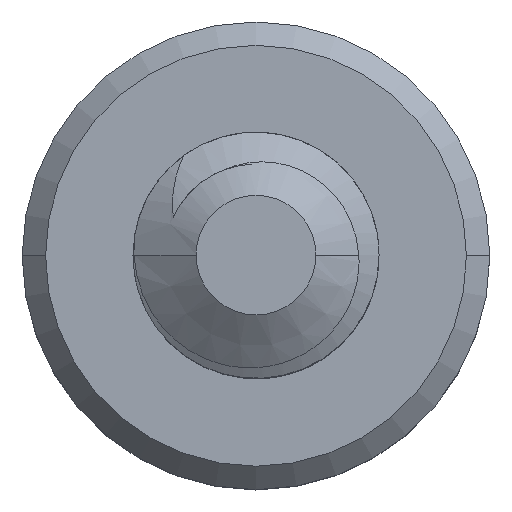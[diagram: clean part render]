
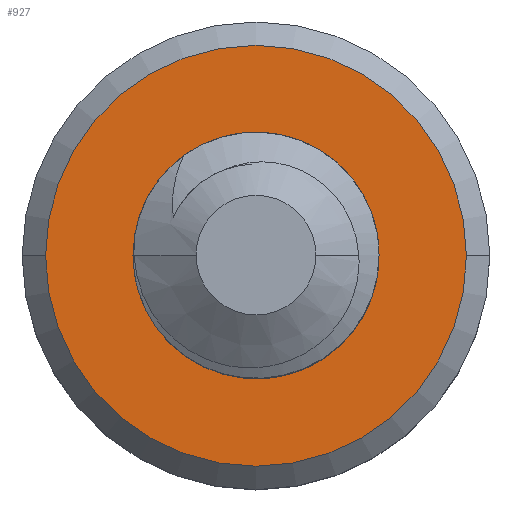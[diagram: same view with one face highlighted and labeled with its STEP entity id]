
A CAD part, top view. The second image highlights one B-rep face of the part: STEP entity #927.
In plain terms, the highlighted planar face has unit normal (0, 0, 1).
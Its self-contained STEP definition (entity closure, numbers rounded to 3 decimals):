
#20=FACE_BOUND('',#233,.T.);
#23=PLANE('',#1016);
#126=B_SPLINE_CURVE_WITH_KNOTS('',3,(#2152,#2153,#2154,#2155,#2156,#2157,
#2158,#2159,#2160,#2161),.UNSPECIFIED.,.F.,.F.,(4,2,2,2,4),(0.,
0.001,0.001,0.002,0.002),
 .UNSPECIFIED.);
#128=B_SPLINE_CURVE_WITH_KNOTS('',3,(#2431,#2432,#2433,#2434,#2435,#2436,
#2437,#2438,#2439,#2440,#2441,#2442),.UNSPECIFIED.,.F.,.F.,(4,2,2,2,2,4),
(0.,0.,0.001,0.001,
0.002,0.002),.UNSPECIFIED.);
#175=FACE_OUTER_BOUND('',#232,.T.);
#232=EDGE_LOOP('',(#816,#817));
#233=EDGE_LOOP('',(#818,#819,#820,#821));
#345=CIRCLE('',#959,1.71);
#353=CIRCLE('',#992,1.);
#354=CIRCLE('',#1001,0.74);
#365=CIRCLE('',#1017,1.71);
#366=VERTEX_POINT('',#1241);
#367=VERTEX_POINT('',#1242);
#437=VERTEX_POINT('',#1762);
#438=VERTEX_POINT('',#1768);
#441=VERTEX_POINT('',#2151);
#442=VERTEX_POINT('',#2425);
#454=EDGE_CURVE('',#366,#367,#345,.T.);
#543=EDGE_CURVE('',#438,#437,#353,.T.);
#559=EDGE_CURVE('',#441,#437,#126,.T.);
#563=EDGE_CURVE('',#438,#442,#128,.T.);
#564=EDGE_CURVE('',#442,#441,#354,.T.);
#575=EDGE_CURVE('',#367,#366,#365,.T.);
#816=ORIENTED_EDGE('',*,*,#575,.T.);
#817=ORIENTED_EDGE('',*,*,#454,.T.);
#818=ORIENTED_EDGE('',*,*,#543,.F.);
#819=ORIENTED_EDGE('',*,*,#563,.T.);
#820=ORIENTED_EDGE('',*,*,#564,.T.);
#821=ORIENTED_EDGE('',*,*,#559,.T.);
#927=ADVANCED_FACE('',(#175,#20),#23,.F.);
#959=AXIS2_PLACEMENT_3D('',#1243,#1040,#1041);
#992=AXIS2_PLACEMENT_3D('',#1774,#1141,#1142);
#1001=AXIS2_PLACEMENT_3D('',#2444,#1160,#1161);
#1016=AXIS2_PLACEMENT_3D('',#2464,#1190,#1191);
#1017=AXIS2_PLACEMENT_3D('',#2465,#1192,#1193);
#1040=DIRECTION('center_axis',(0.,0.,1.));
#1041=DIRECTION('ref_axis',(-1.,0.,0.));
#1141=DIRECTION('center_axis',(0.,0.,1.));
#1142=DIRECTION('ref_axis',(1.,0.,0.));
#1160=DIRECTION('center_axis',(0.,0.,-1.));
#1161=DIRECTION('ref_axis',(1.,0.,0.));
#1190=DIRECTION('center_axis',(0.,0.,-1.));
#1191=DIRECTION('ref_axis',(-1.,0.,0.));
#1192=DIRECTION('center_axis',(0.,0.,1.));
#1193=DIRECTION('ref_axis',(-1.,0.,0.));
#1241=CARTESIAN_POINT('',(1.71,0.,-3.));
#1242=CARTESIAN_POINT('',(-1.71,0.,-3.));
#1243=CARTESIAN_POINT('Origin',(0.,0.,-3.));
#1762=CARTESIAN_POINT('',(0.701,-0.714,-3.));
#1768=CARTESIAN_POINT('',(0.,-1.,-3.));
#1774=CARTESIAN_POINT('Origin',(0.,0.,-3.));
#2151=CARTESIAN_POINT('',(0.,0.74,-3.));
#2152=CARTESIAN_POINT('Ctrl Pts',(0.,0.74,
-3.));
#2153=CARTESIAN_POINT('Ctrl Pts',(0.173,0.764,-3.));
#2154=CARTESIAN_POINT('Ctrl Pts',(0.349,0.729,-3.));
#2155=CARTESIAN_POINT('Ctrl Pts',(0.651,0.555,-3.));
#2156=CARTESIAN_POINT('Ctrl Pts',(0.768,0.419,-3.));
#2157=CARTESIAN_POINT('Ctrl Pts',(0.911,0.103,-3.));
#2158=CARTESIAN_POINT('Ctrl Pts',(0.936,-0.075,
-3.));
#2159=CARTESIAN_POINT('Ctrl Pts',(0.886,-0.416,
-3.));
#2160=CARTESIAN_POINT('Ctrl Pts',(0.811,-0.578,
-3.));
#2161=CARTESIAN_POINT('Ctrl Pts',(0.701,-0.714,
-3.));
#2425=CARTESIAN_POINT('',(-0.519,0.528,-3.));
#2431=CARTESIAN_POINT('Ctrl Pts',(0.,-1.,-3.));
#2432=CARTESIAN_POINT('Ctrl Pts',(-0.087,-0.991,
-3.));
#2433=CARTESIAN_POINT('Ctrl Pts',(-0.17,-0.971,
-3.));
#2434=CARTESIAN_POINT('Ctrl Pts',(-0.331,-0.908,
-3.));
#2435=CARTESIAN_POINT('Ctrl Pts',(-0.407,-0.865,
-3.));
#2436=CARTESIAN_POINT('Ctrl Pts',(-0.613,-0.708,
-3.));
#2437=CARTESIAN_POINT('Ctrl Pts',(-0.722,-0.563,
-3.));
#2438=CARTESIAN_POINT('Ctrl Pts',(-0.843,-0.241,
-3.));
#2439=CARTESIAN_POINT('Ctrl Pts',(-0.851,-0.061,
-3.));
#2440=CARTESIAN_POINT('Ctrl Pts',(-0.758,0.275,
-3.));
#2441=CARTESIAN_POINT('Ctrl Pts',(-0.66,0.426,
-3.));
#2442=CARTESIAN_POINT('Ctrl Pts',(-0.519,0.528,
-3.));
#2444=CARTESIAN_POINT('Origin',(0.,0.,-3.));
#2464=CARTESIAN_POINT('Origin',(0.,0.,-3.));
#2465=CARTESIAN_POINT('Origin',(0.,0.,-3.));
